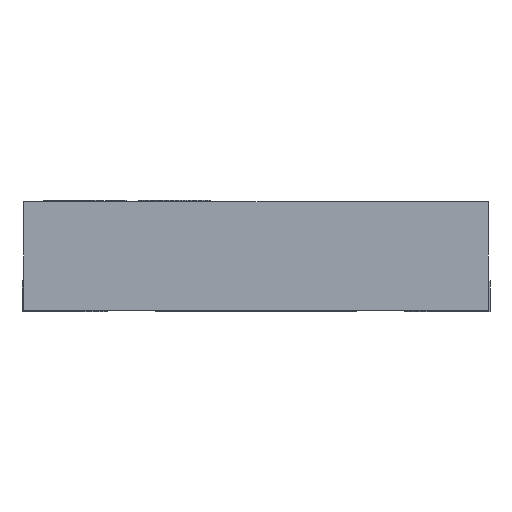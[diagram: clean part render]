
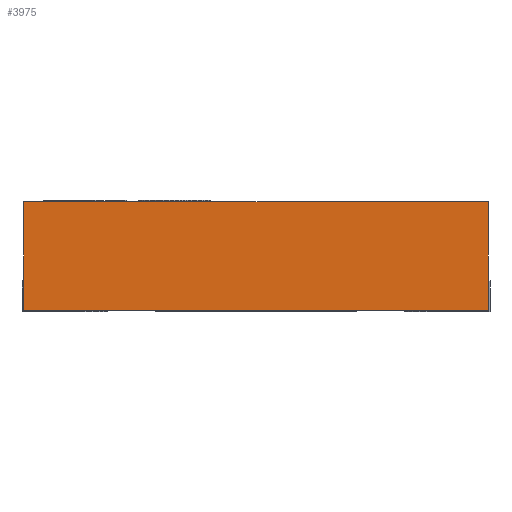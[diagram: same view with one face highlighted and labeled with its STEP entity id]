
A CAD part, left-side view. The second image highlights one B-rep face of the part: STEP entity #3975.
In plain terms, the highlighted planar face has unit normal (-1, 0, 0).
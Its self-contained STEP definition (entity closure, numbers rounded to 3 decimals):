
#335 = ORIENTED_EDGE ( 'NONE', *, *, #12445, .T. ) ;
#806 = AXIS2_PLACEMENT_3D ( 'NONE', #6903, #11914, #2037 ) ;
#815 = CARTESIAN_POINT ( 'NONE',  ( -1.5, -1.5, 0.71 ) ) ;
#1064 = PLANE ( 'NONE',  #806 ) ;
#1102 = LINE ( 'NONE', #7078, #3453 ) ;
#1351 = EDGE_CURVE ( 'NONE', #10379, #7742, #9689, .T. ) ;
#2037 = DIRECTION ( 'NONE',  ( 0., -1., 0. ) ) ;
#2852 = VECTOR ( 'NONE', #2889, 1000. ) ;
#2889 = DIRECTION ( 'NONE',  ( 0., 0., -1. ) ) ;
#2940 = EDGE_CURVE ( 'NONE', #6823, #7379, #10820, .T. ) ;
#2943 = FACE_OUTER_BOUND ( 'NONE', #3854, .T. ) ;
#2985 = LINE ( 'NONE', #6093, #9167 ) ;
#2987 = ORIENTED_EDGE ( 'NONE', *, *, #2940, .T. ) ;
#3453 = VECTOR ( 'NONE', #5066, 1000. ) ;
#3854 = EDGE_LOOP ( 'NONE', ( #335, #6232, #4515, #2987 ) ) ;
#3975 = ADVANCED_FACE ( 'NONE', ( #2943 ), #1064, .F. ) ;
#4236 = CARTESIAN_POINT ( 'NONE',  ( -1.5, -1.5, 0.01 ) ) ;
#4515 = ORIENTED_EDGE ( 'NONE', *, *, #9624, .F. ) ;
#5066 = DIRECTION ( 'NONE',  ( 0., -1., 0. ) ) ;
#5893 = VECTOR ( 'NONE', #9141, 1000. ) ;
#6093 = CARTESIAN_POINT ( 'NONE',  ( -1.5, -1.5, 0.01 ) ) ;
#6232 = ORIENTED_EDGE ( 'NONE', *, *, #1351, .F. ) ;
#6583 = CARTESIAN_POINT ( 'NONE',  ( -1.5, 1.5, 0.01 ) ) ;
#6823 = VERTEX_POINT ( 'NONE', #9852 ) ;
#6903 = CARTESIAN_POINT ( 'NONE',  ( -1.5, -1.5, 0.71 ) ) ;
#7016 = DIRECTION ( 'NONE',  ( 0., -1., 0. ) ) ;
#7078 = CARTESIAN_POINT ( 'NONE',  ( -1.5, -1.5, 0.71 ) ) ;
#7379 = VERTEX_POINT ( 'NONE', #6583 ) ;
#7742 = VERTEX_POINT ( 'NONE', #4236 ) ;
#9141 = DIRECTION ( 'NONE',  ( 0., 0., -1. ) ) ;
#9167 = VECTOR ( 'NONE', #7016, 1000. ) ;
#9624 = EDGE_CURVE ( 'NONE', #6823, #10379, #1102, .T. ) ;
#9689 = LINE ( 'NONE', #815, #2852 ) ;
#9852 = CARTESIAN_POINT ( 'NONE',  ( -1.5, 1.5, 0.71 ) ) ;
#10057 = CARTESIAN_POINT ( 'NONE',  ( -1.5, -1.5, 0.71 ) ) ;
#10379 = VERTEX_POINT ( 'NONE', #10057 ) ;
#10820 = LINE ( 'NONE', #10948, #5893 ) ;
#10948 = CARTESIAN_POINT ( 'NONE',  ( -1.5, 1.5, 0.71 ) ) ;
#11914 = DIRECTION ( 'NONE',  ( 1., 0., 0. ) ) ;
#12445 = EDGE_CURVE ( 'NONE', #7379, #7742, #2985, .T. ) ;
